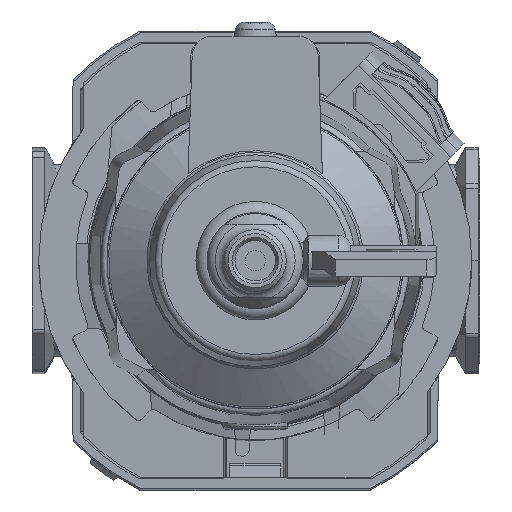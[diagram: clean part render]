
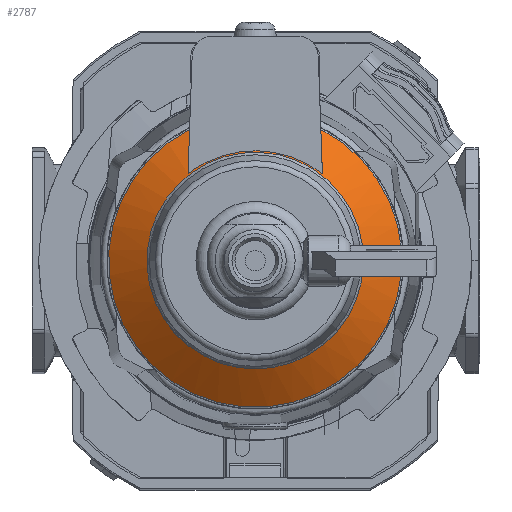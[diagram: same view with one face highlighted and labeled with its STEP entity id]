
A CAD part, front view. The second image highlights one B-rep face of the part: STEP entity #2787.
In plain terms, the highlighted conical face has half-angle 55 degrees and reference radius 23.023 mm.
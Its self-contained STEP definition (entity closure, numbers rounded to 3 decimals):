
#2787 = ADVANCED_FACE( '', ( #6004, #6005 ), #6006, .T. );
#6004 = FACE_BOUND( '', #9930, .T. );
#6005 = FACE_OUTER_BOUND( '', #9931, .T. );
#6006 = CONICAL_SURFACE( '', #9932, 23.023, 0.96 );
#9930 = EDGE_LOOP( '', ( #18032 ) );
#9931 = EDGE_LOOP( '', ( #18033, #18034, #18035, #18036 ) );
#9932 = AXIS2_PLACEMENT_3D( '', #18037, #18038, #18039 );
#18032 = ORIENTED_EDGE( '', *, *, #24513, .F. );
#18033 = ORIENTED_EDGE( '', *, *, #23190, .F. );
#18034 = ORIENTED_EDGE( '', *, *, #25074, .T. );
#18035 = ORIENTED_EDGE( '', *, *, #23976, .T. );
#18036 = ORIENTED_EDGE( '', *, *, #25075, .T. );
#18037 = CARTESIAN_POINT( '', ( 0., 8.923, 0. ) );
#18038 = DIRECTION( '', ( 0., 1., 0. ) );
#18039 = DIRECTION( '', ( 0., 0., 1. ) );
#23190 = EDGE_CURVE( '', #28286, #28289, #28290, .T. );
#23976 = EDGE_CURVE( '', #29512, #29510, #29513, .T. );
#24513 = EDGE_CURVE( '', #30288, #30288, #30289, .T. );
#25074 = EDGE_CURVE( '', #28286, #29512, #31008, .T. );
#25075 = EDGE_CURVE( '', #29510, #28289, #31009, .T. );
#28286 = VERTEX_POINT( '', #36137 );
#28289 = VERTEX_POINT( '', #36141 );
#28290 = CIRCLE( '', #36142, 17.246 );
#29510 = VERTEX_POINT( '', #38241 );
#29512 = VERTEX_POINT( '', #38246 );
#29513 = CIRCLE( '', #38247, 23.023 );
#30288 = VERTEX_POINT( '', #39653 );
#30289 = CIRCLE( '', #39654, 17.004 );
#31008 = B_SPLINE_CURVE_WITH_KNOTS( '', 3, ( #40957, #40958, #40959, #40960, #40961, #40962 ), .UNSPECIFIED., .F., .F., ( 4, 2, 4 ), ( 0., 0.004, 0.008 ), .UNSPECIFIED. );
#31009 = B_SPLINE_CURVE_WITH_KNOTS( '', 3, ( #40963, #40964, #40965, #40966, #40967, #40968 ), .UNSPECIFIED., .F., .F., ( 4, 2, 4 ), ( 0., 0.004, 0.008 ), .UNSPECIFIED. );
#36137 = CARTESIAN_POINT( '', ( -10.544, 4.878, 13.646 ) );
#36141 = CARTESIAN_POINT( '', ( 10.544, 4.878, 13.646 ) );
#36142 = AXIS2_PLACEMENT_3D( '', #44274, #44275, #44276 );
#38241 = CARTESIAN_POINT( '', ( 10.302, 8.923, 20.589 ) );
#38246 = CARTESIAN_POINT( '', ( -10.302, 8.923, 20.589 ) );
#38247 = AXIS2_PLACEMENT_3D( '', #45166, #45167, #45168 );
#39653 = CARTESIAN_POINT( '', ( 0., 4.709, -17.004 ) );
#39654 = AXIS2_PLACEMENT_3D( '', #45788, #45789, #45790 );
#40957 = CARTESIAN_POINT( '', ( -10.544, 4.878, 13.646 ) );
#40958 = CARTESIAN_POINT( '', ( -10.503, 5.514, 14.826 ) );
#40959 = CARTESIAN_POINT( '', ( -10.463, 6.175, 15.99 ) );
#40960 = CARTESIAN_POINT( '', ( -10.382, 7.529, 18.302 ) );
#40961 = CARTESIAN_POINT( '', ( -10.342, 8.221, 19.448 ) );
#40962 = CARTESIAN_POINT( '', ( -10.302, 8.923, 20.589 ) );
#40963 = CARTESIAN_POINT( '', ( 10.302, 8.923, 20.589 ) );
#40964 = CARTESIAN_POINT( '', ( 10.342, 8.221, 19.448 ) );
#40965 = CARTESIAN_POINT( '', ( 10.382, 7.529, 18.302 ) );
#40966 = CARTESIAN_POINT( '', ( 10.463, 6.175, 15.99 ) );
#40967 = CARTESIAN_POINT( '', ( 10.503, 5.514, 14.826 ) );
#40968 = CARTESIAN_POINT( '', ( 10.544, 4.878, 13.646 ) );
#44274 = CARTESIAN_POINT( '', ( 0., 4.878, 0. ) );
#44275 = DIRECTION( '', ( 0., 1., 0. ) );
#44276 = DIRECTION( '', ( 0., 0., 1. ) );
#45166 = CARTESIAN_POINT( '', ( 0., 8.923, 0. ) );
#45167 = DIRECTION( '', ( 0., -1., 0. ) );
#45168 = DIRECTION( '', ( 0., 0., -1. ) );
#45788 = CARTESIAN_POINT( '', ( 0., 4.709, 0. ) );
#45789 = DIRECTION( '', ( 0., -1., 0. ) );
#45790 = DIRECTION( '', ( 0., 0., -1. ) );
